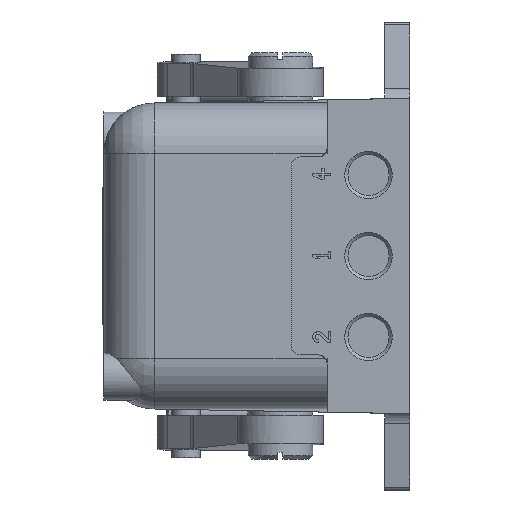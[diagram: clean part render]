
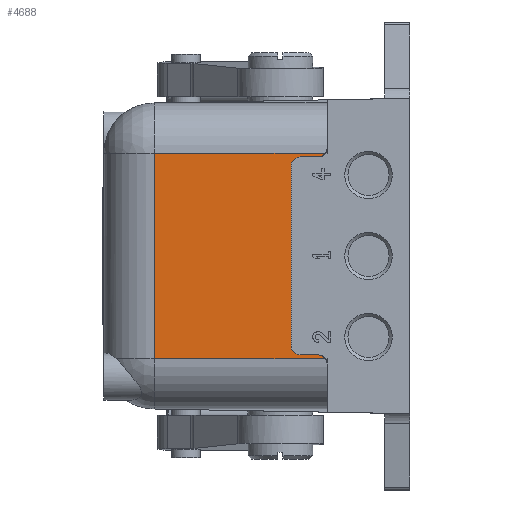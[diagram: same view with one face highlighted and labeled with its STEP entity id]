
A CAD part, left-side view. The second image highlights one B-rep face of the part: STEP entity #4688.
In plain terms, the highlighted planar face has unit normal (-1, 0, 0).
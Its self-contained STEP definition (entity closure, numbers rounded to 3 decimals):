
#266=CIRCLE('',#5062,2.5);
#267=CIRCLE('',#5063,2.5);
#268=CIRCLE('',#5064,2.5);
#269=CIRCLE('',#5065,2.5);
#635=ORIENTED_EDGE('',*,*,#1975,.F.);
#636=ORIENTED_EDGE('',*,*,#1976,.T.);
#637=ORIENTED_EDGE('',*,*,#1957,.T.);
#638=ORIENTED_EDGE('',*,*,#1977,.F.);
#639=ORIENTED_EDGE('',*,*,#1978,.F.);
#640=ORIENTED_EDGE('',*,*,#1979,.F.);
#641=ORIENTED_EDGE('',*,*,#1980,.T.);
#642=ORIENTED_EDGE('',*,*,#1981,.F.);
#643=ORIENTED_EDGE('',*,*,#1982,.T.);
#644=ORIENTED_EDGE('',*,*,#1983,.F.);
#1957=EDGE_CURVE('',#2627,#2626,#3025,.T.);
#1975=EDGE_CURVE('',#2633,#2634,#266,.T.);
#1976=EDGE_CURVE('',#2633,#2627,#3027,.T.);
#1977=EDGE_CURVE('',#2635,#2626,#3028,.T.);
#1978=EDGE_CURVE('',#2636,#2635,#267,.T.);
#1979=EDGE_CURVE('',#2637,#2636,#3029,.T.);
#1980=EDGE_CURVE('',#2637,#2638,#268,.T.);
#1981=EDGE_CURVE('',#2639,#2638,#3030,.T.);
#1982=EDGE_CURVE('',#2639,#2640,#269,.T.);
#1983=EDGE_CURVE('',#2634,#2640,#3031,.T.);
#2626=VERTEX_POINT('',#7351);
#2627=VERTEX_POINT('',#7353);
#2633=VERTEX_POINT('',#7430);
#2634=VERTEX_POINT('',#7431);
#2635=VERTEX_POINT('',#7434);
#2636=VERTEX_POINT('',#7436);
#2637=VERTEX_POINT('',#7438);
#2638=VERTEX_POINT('',#7440);
#2639=VERTEX_POINT('',#7442);
#2640=VERTEX_POINT('',#7444);
#3025=LINE('',#7352,#3477);
#3027=LINE('',#7432,#3479);
#3028=LINE('',#7433,#3480);
#3029=LINE('',#7437,#3481);
#3030=LINE('',#7441,#3482);
#3031=LINE('',#7445,#3483);
#3477=VECTOR('',#5773,1000.);
#3479=VECTOR('',#5811,1000.);
#3480=VECTOR('',#5812,1000.);
#3481=VECTOR('',#5815,1000.);
#3482=VECTOR('',#5818,1000.);
#3483=VECTOR('',#5821,1000.);
#3834=EDGE_LOOP('',(#635,#636,#637,#638,#639,#640,#641,#642,#643,#644));
#4185=FACE_BOUND('',#3834,.T.);
#4501=PLANE('',#5061);
#4688=ADVANCED_FACE('',(#4185),#4501,.F.);
#5061=AXIS2_PLACEMENT_3D('',#7428,#5807,#5808);
#5062=AXIS2_PLACEMENT_3D('',#7429,#5809,#5810);
#5063=AXIS2_PLACEMENT_3D('',#7435,#5813,#5814);
#5064=AXIS2_PLACEMENT_3D('',#7439,#5816,#5817);
#5065=AXIS2_PLACEMENT_3D('',#7443,#5819,#5820);
#5773=DIRECTION('',(0.,0.,-1.));
#5807=DIRECTION('',(1.,0.,0.));
#5808=DIRECTION('',(0.,0.,-1.));
#5809=DIRECTION('',(1.,0.,0.));
#5810=DIRECTION('',(0.,0.,-1.));
#5811=DIRECTION('',(0.,1.,0.));
#5812=DIRECTION('',(0.,1.,0.));
#5813=DIRECTION('',(1.,0.,0.));
#5814=DIRECTION('',(0.,0.,-1.));
#5815=DIRECTION('',(0.,-1.,0.));
#5816=DIRECTION('',(1.,0.,0.));
#5817=DIRECTION('',(0.,0.,-1.));
#5818=DIRECTION('',(0.,0.,-1.));
#5819=DIRECTION('',(1.,0.,0.));
#5820=DIRECTION('',(0.,0.,-1.));
#5821=DIRECTION('',(0.,1.,0.));
#7351=CARTESIAN_POINT('',(0.5,71.,-28.5));
#7352=CARTESIAN_POINT('',(0.5,71.,28.5));
#7353=CARTESIAN_POINT('',(0.5,71.,28.5));
#7428=CARTESIAN_POINT('',(0.5,25.5,30.));
#7429=CARTESIAN_POINT('',(0.5,25.5,30.));
#7430=CARTESIAN_POINT('',(0.5,23.5,28.5));
#7431=CARTESIAN_POINT('',(0.5,25.5,27.5));
#7432=CARTESIAN_POINT('',(0.5,23.,28.5));
#7433=CARTESIAN_POINT('',(0.5,23.,-28.5));
#7434=CARTESIAN_POINT('',(0.5,23.5,-28.5));
#7435=CARTESIAN_POINT('',(0.5,25.5,-30.));
#7436=CARTESIAN_POINT('',(0.5,25.5,-27.5));
#7437=CARTESIAN_POINT('',(0.5,30.5,-27.5));
#7438=CARTESIAN_POINT('',(0.5,30.5,-27.5));
#7439=CARTESIAN_POINT('',(0.5,30.5,-25.));
#7440=CARTESIAN_POINT('',(0.5,33.,-25.));
#7441=CARTESIAN_POINT('',(0.5,33.,25.));
#7442=CARTESIAN_POINT('',(0.5,33.,25.));
#7443=CARTESIAN_POINT('',(0.5,30.5,25.));
#7444=CARTESIAN_POINT('',(0.5,30.5,27.5));
#7445=CARTESIAN_POINT('',(0.5,25.5,27.5));
